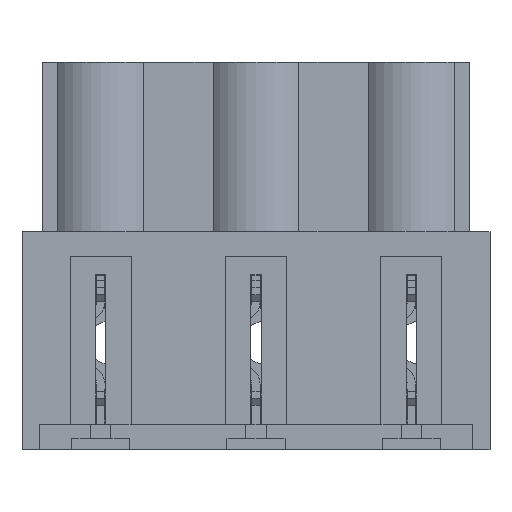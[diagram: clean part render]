
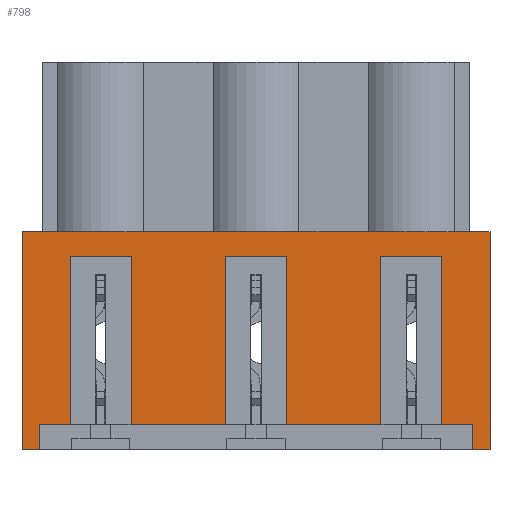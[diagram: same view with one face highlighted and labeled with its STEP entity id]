
A CAD part, front view. The second image highlights one B-rep face of the part: STEP entity #798.
In plain terms, the highlighted planar face has unit normal (0, -1, 0).
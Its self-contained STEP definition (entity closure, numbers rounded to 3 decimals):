
#798 = ADVANCED_FACE( '', ( #1663 ), #1664, .T. );
#1663 = FACE_OUTER_BOUND( '', #2604, .T. );
#1664 = PLANE( '', #2605 );
#2604 = EDGE_LOOP( '', ( #4830, #4831, #4832, #4833, #4834, #4835, #4836, #4837, #4838, #4839, #4840, #4841, #4842, #4843, #4844, #4845, #4846, #4847, #4848, #4849 ) );
#2605 = AXIS2_PLACEMENT_3D( '', #4850, #4851, #4852 );
#4830 = ORIENTED_EDGE( '', *, *, #6722, .F. );
#4831 = ORIENTED_EDGE( '', *, *, #6723, .T. );
#4832 = ORIENTED_EDGE( '', *, *, #6655, .F. );
#4833 = ORIENTED_EDGE( '', *, *, #6724, .F. );
#4834 = ORIENTED_EDGE( '', *, *, #6725, .F. );
#4835 = ORIENTED_EDGE( '', *, *, #6726, .T. );
#4836 = ORIENTED_EDGE( '', *, *, #6363, .T. );
#4837 = ORIENTED_EDGE( '', *, *, #6727, .F. );
#4838 = ORIENTED_EDGE( '', *, *, #6728, .F. );
#4839 = ORIENTED_EDGE( '', *, *, #6041, .T. );
#4840 = ORIENTED_EDGE( '', *, *, #6729, .F. );
#4841 = ORIENTED_EDGE( '', *, *, #6730, .F. );
#4842 = ORIENTED_EDGE( '', *, *, #5982, .F. );
#4843 = ORIENTED_EDGE( '', *, *, #6731, .T. );
#4844 = ORIENTED_EDGE( '', *, *, #6732, .F. );
#4845 = ORIENTED_EDGE( '', *, *, #6620, .F. );
#4846 = ORIENTED_EDGE( '', *, *, #6733, .F. );
#4847 = ORIENTED_EDGE( '', *, *, #6475, .T. );
#4848 = ORIENTED_EDGE( '', *, *, #6694, .F. );
#4849 = ORIENTED_EDGE( '', *, *, #6734, .F. );
#4850 = CARTESIAN_POINT( '', ( 10.48, -4.25, -10.7 ) );
#4851 = DIRECTION( '', ( 0., -1., 0. ) );
#4852 = DIRECTION( '', ( 0., 0., -1. ) );
#5982 = EDGE_CURVE( '', #7269, #7265, #7271, .T. );
#6041 = EDGE_CURVE( '', #7371, #7369, #7372, .T. );
#6363 = EDGE_CURVE( '', #7892, #7889, #7893, .T. );
#6475 = EDGE_CURVE( '', #8059, #8057, #8060, .T. );
#6620 = EDGE_CURVE( '', #8253, #8254, #8255, .T. );
#6655 = EDGE_CURVE( '', #8298, #8299, #8300, .T. );
#6694 = EDGE_CURVE( '', #8347, #8057, #8349, .T. );
#6722 = EDGE_CURVE( '', #8380, #8381, #8382, .T. );
#6723 = EDGE_CURVE( '', #8380, #8299, #8383, .T. );
#6724 = EDGE_CURVE( '', #8384, #8298, #8385, .T. );
#6725 = EDGE_CURVE( '', #8386, #8384, #8387, .T. );
#6726 = EDGE_CURVE( '', #8386, #7892, #8388, .T. );
#6727 = EDGE_CURVE( '', #8389, #7889, #8390, .T. );
#6728 = EDGE_CURVE( '', #7371, #8389, #8391, .T. );
#6729 = EDGE_CURVE( '', #8392, #7369, #8393, .T. );
#6730 = EDGE_CURVE( '', #7265, #8392, #8394, .T. );
#6731 = EDGE_CURVE( '', #7269, #8395, #8396, .T. );
#6732 = EDGE_CURVE( '', #8254, #8395, #8397, .T. );
#6733 = EDGE_CURVE( '', #8059, #8253, #8398, .T. );
#6734 = EDGE_CURVE( '', #8381, #8347, #8399, .T. );
#7265 = VERTEX_POINT( '', #9113 );
#7269 = VERTEX_POINT( '', #9119 );
#7271 = LINE( '', #9122, #9123 );
#7369 = VERTEX_POINT( '', #9258 );
#7371 = VERTEX_POINT( '', #9261 );
#7372 = LINE( '', #9262, #9263 );
#7889 = VERTEX_POINT( '', #10012 );
#7892 = VERTEX_POINT( '', #10016 );
#7893 = LINE( '', #10017, #10018 );
#8057 = VERTEX_POINT( '', #10263 );
#8059 = VERTEX_POINT( '', #10266 );
#8060 = LINE( '', #10267, #10268 );
#8253 = VERTEX_POINT( '', #10571 );
#8254 = VERTEX_POINT( '', #10572 );
#8255 = LINE( '', #10573, #10574 );
#8298 = VERTEX_POINT( '', #10636 );
#8299 = VERTEX_POINT( '', #10637 );
#8300 = LINE( '', #10638, #10639 );
#8347 = VERTEX_POINT( '', #10716 );
#8349 = LINE( '', #10719, #10720 );
#8380 = VERTEX_POINT( '', #10767 );
#8381 = VERTEX_POINT( '', #10768 );
#8382 = LINE( '', #10769, #10770 );
#8383 = LINE( '', #10771, #10772 );
#8384 = VERTEX_POINT( '', #10773 );
#8385 = LINE( '', #10774, #10775 );
#8386 = VERTEX_POINT( '', #10776 );
#8387 = LINE( '', #10777, #10778 );
#8388 = LINE( '', #10779, #10780 );
#8389 = VERTEX_POINT( '', #10781 );
#8390 = LINE( '', #10782, #10783 );
#8391 = LINE( '', #10784, #10785 );
#8392 = VERTEX_POINT( '', #10786 );
#8393 = LINE( '', #10787, #10788 );
#8394 = LINE( '', #10789, #10790 );
#8395 = VERTEX_POINT( '', #10791 );
#8396 = LINE( '', #10792, #10793 );
#8397 = LINE( '', #10794, #10795 );
#8398 = LINE( '', #10796, #10797 );
#8399 = LINE( '', #10798, #10799 );
#9113 = CARTESIAN_POINT( '', ( -10.63, -4.25, -10.7 ) );
#9119 = CARTESIAN_POINT( '', ( -10.63, -4.25, -9.45 ) );
#9122 = CARTESIAN_POINT( '', ( -10.63, -4.25, -9.45 ) );
#9123 = VECTOR( '', #11234, 1000. );
#9258 = CARTESIAN_POINT( '', ( -11.48, -4.25, 0. ) );
#9261 = CARTESIAN_POINT( '', ( 11.48, -4.25, 0. ) );
#9262 = CARTESIAN_POINT( '', ( 10.48, -4.25, 0. ) );
#9263 = VECTOR( '', #11300, 1000. );
#10012 = CARTESIAN_POINT( '', ( 10.63, -4.25, -10.7 ) );
#10016 = CARTESIAN_POINT( '', ( 10.63, -4.25, -9.45 ) );
#10017 = CARTESIAN_POINT( '', ( 10.63, -4.25, -9.45 ) );
#10018 = VECTOR( '', #11634, 1000. );
#10263 = CARTESIAN_POINT( '', ( -1.5, -4.25, -9.45 ) );
#10266 = CARTESIAN_POINT( '', ( -6.12, -4.25, -9.45 ) );
#10267 = CARTESIAN_POINT( '', ( -10.63, -4.25, -9.45 ) );
#10268 = VECTOR( '', #11754, 1000. );
#10571 = CARTESIAN_POINT( '', ( -6.12, -4.25, -1.2 ) );
#10572 = CARTESIAN_POINT( '', ( -9.12, -4.25, -1.2 ) );
#10573 = CARTESIAN_POINT( '', ( -6.12, -4.25, -1.2 ) );
#10574 = VECTOR( '', #11886, 1000. );
#10636 = CARTESIAN_POINT( '', ( 6.12, -4.25, -1.2 ) );
#10637 = CARTESIAN_POINT( '', ( 6.12, -4.25, -9.45 ) );
#10638 = CARTESIAN_POINT( '', ( 6.12, -4.25, -1.2 ) );
#10639 = VECTOR( '', #11917, 1000. );
#10716 = CARTESIAN_POINT( '', ( -1.5, -4.25, -1.2 ) );
#10719 = CARTESIAN_POINT( '', ( -1.5, -4.25, -1.2 ) );
#10720 = VECTOR( '', #11946, 1000. );
#10767 = CARTESIAN_POINT( '', ( 1.5, -4.25, -9.45 ) );
#10768 = CARTESIAN_POINT( '', ( 1.5, -4.25, -1.2 ) );
#10769 = CARTESIAN_POINT( '', ( 1.5, -4.25, -10.7 ) );
#10770 = VECTOR( '', #11966, 1000. );
#10771 = CARTESIAN_POINT( '', ( -10.63, -4.25, -9.45 ) );
#10772 = VECTOR( '', #11967, 1000. );
#10773 = CARTESIAN_POINT( '', ( 9.12, -4.25, -1.2 ) );
#10774 = CARTESIAN_POINT( '', ( 9.12, -4.25, -1.2 ) );
#10775 = VECTOR( '', #11968, 1000. );
#10776 = CARTESIAN_POINT( '', ( 9.12, -4.25, -9.45 ) );
#10777 = CARTESIAN_POINT( '', ( 9.12, -4.25, -10.7 ) );
#10778 = VECTOR( '', #11969, 1000. );
#10779 = CARTESIAN_POINT( '', ( -10.63, -4.25, -9.45 ) );
#10780 = VECTOR( '', #11970, 1000. );
#10781 = CARTESIAN_POINT( '', ( 11.48, -4.25, -10.7 ) );
#10782 = CARTESIAN_POINT( '', ( 10.48, -4.25, -10.7 ) );
#10783 = VECTOR( '', #11971, 1000. );
#10784 = CARTESIAN_POINT( '', ( 11.48, -4.25, -8.9 ) );
#10785 = VECTOR( '', #11972, 1000. );
#10786 = CARTESIAN_POINT( '', ( -11.48, -4.25, -10.7 ) );
#10787 = CARTESIAN_POINT( '', ( -11.48, -4.25, -10.7 ) );
#10788 = VECTOR( '', #11973, 1000. );
#10789 = CARTESIAN_POINT( '', ( 10.48, -4.25, -10.7 ) );
#10790 = VECTOR( '', #11974, 1000. );
#10791 = CARTESIAN_POINT( '', ( -9.12, -4.25, -9.45 ) );
#10792 = CARTESIAN_POINT( '', ( -10.63, -4.25, -9.45 ) );
#10793 = VECTOR( '', #11975, 1000. );
#10794 = CARTESIAN_POINT( '', ( -9.12, -4.25, -1.2 ) );
#10795 = VECTOR( '', #11976, 1000. );
#10796 = CARTESIAN_POINT( '', ( -6.12, -4.25, -10.7 ) );
#10797 = VECTOR( '', #11977, 1000. );
#10798 = CARTESIAN_POINT( '', ( 1.5, -4.25, -1.2 ) );
#10799 = VECTOR( '', #11978, 1000. );
#11234 = DIRECTION( '', ( 0., 0., -1. ) );
#11300 = DIRECTION( '', ( -1., 0., 0. ) );
#11634 = DIRECTION( '', ( 0., 0., -1. ) );
#11754 = DIRECTION( '', ( 1., 0., 0. ) );
#11886 = DIRECTION( '', ( -1., 0., 0. ) );
#11917 = DIRECTION( '', ( 0., 0., -1. ) );
#11946 = DIRECTION( '', ( 0., 0., -1. ) );
#11966 = DIRECTION( '', ( 0., 0., 1. ) );
#11967 = DIRECTION( '', ( 1., 0., 0. ) );
#11968 = DIRECTION( '', ( -1., 0., 0. ) );
#11969 = DIRECTION( '', ( 0., 0., 1. ) );
#11970 = DIRECTION( '', ( 1., 0., 0. ) );
#11971 = DIRECTION( '', ( -1., 0., 0. ) );
#11972 = DIRECTION( '', ( 0., 0., -1. ) );
#11973 = DIRECTION( '', ( 0., 0., 1. ) );
#11974 = DIRECTION( '', ( -1., 0., 0. ) );
#11975 = DIRECTION( '', ( 1., 0., 0. ) );
#11976 = DIRECTION( '', ( 0., 0., -1. ) );
#11977 = DIRECTION( '', ( 0., 0., 1. ) );
#11978 = DIRECTION( '', ( -1., 0., 0. ) );
